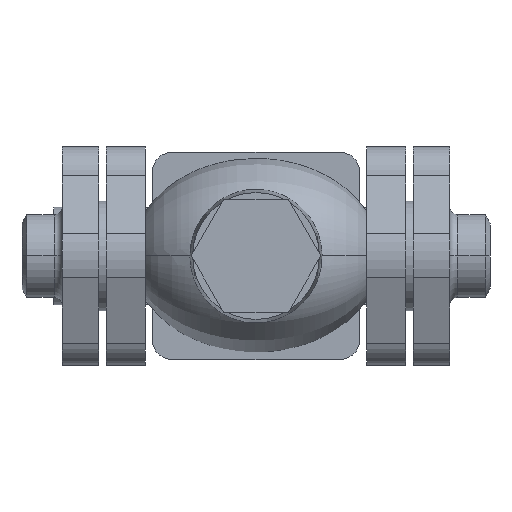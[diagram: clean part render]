
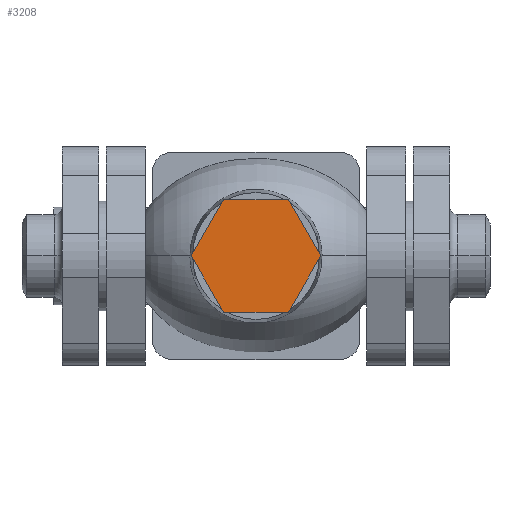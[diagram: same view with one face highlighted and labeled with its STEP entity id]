
A CAD part, front view. The second image highlights one B-rep face of the part: STEP entity #3208.
In plain terms, the highlighted planar face has unit normal (0, -1, 0).
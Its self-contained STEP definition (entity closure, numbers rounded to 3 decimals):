
#974=DIRECTION('',(1.,0.,0.));
#975=VECTOR('',#974,26.558);
#976=CARTESIAN_POINT('',(-13.279,-115.,-23.));
#977=LINE('',#976,#975);
#978=DIRECTION('',(0.5,0.,-0.866));
#979=VECTOR('',#978,26.558);
#980=CARTESIAN_POINT('',(-26.558,-115.,0.));
#981=LINE('',#980,#979);
#982=DIRECTION('',(-0.5,0.,-0.866));
#983=VECTOR('',#982,26.558);
#984=CARTESIAN_POINT('',(-13.279,-115.,23.));
#985=LINE('',#984,#983);
#986=DIRECTION('',(-1.,0.,0.));
#987=VECTOR('',#986,26.558);
#988=CARTESIAN_POINT('',(13.279,-115.,23.));
#989=LINE('',#988,#987);
#990=DIRECTION('',(-0.5,0.,0.866));
#991=VECTOR('',#990,26.558);
#992=CARTESIAN_POINT('',(26.558,-115.,0.));
#993=LINE('',#992,#991);
#994=DIRECTION('',(0.5,0.,0.866));
#995=VECTOR('',#994,26.558);
#996=CARTESIAN_POINT('',(13.279,-115.,-23.));
#997=LINE('',#996,#995);
#1779=CARTESIAN_POINT('',(-13.279,-115.,-23.));
#1780=CARTESIAN_POINT('',(13.279,-115.,-23.));
#1781=VERTEX_POINT('',#1779);
#1782=VERTEX_POINT('',#1780);
#1783=CARTESIAN_POINT('',(26.558,-115.,0.));
#1784=VERTEX_POINT('',#1783);
#1785=CARTESIAN_POINT('',(13.279,-115.,23.));
#1786=VERTEX_POINT('',#1785);
#1787=CARTESIAN_POINT('',(-13.279,-115.,23.));
#1788=VERTEX_POINT('',#1787);
#1789=CARTESIAN_POINT('',(-26.558,-115.,0.));
#1790=VERTEX_POINT('',#1789);
#3195=CARTESIAN_POINT('',(0.,-115.,0.));
#3196=DIRECTION('',(0.,-1.,0.));
#3197=DIRECTION('',(1.,0.,0.));
#3198=AXIS2_PLACEMENT_3D('',#3195,#3196,#3197);
#3199=PLANE('',#3198);
#3200=ORIENTED_EDGE('',*,*,#3119,.F.);
#3201=ORIENTED_EDGE('',*,*,#3134,.F.);
#3202=ORIENTED_EDGE('',*,*,#3148,.F.);
#3203=ORIENTED_EDGE('',*,*,#3162,.F.);
#3204=ORIENTED_EDGE('',*,*,#3176,.F.);
#3205=ORIENTED_EDGE('',*,*,#3189,.F.);
#3206=EDGE_LOOP('',(#3200,#3201,#3202,#3203,#3204,#3205));
#3207=FACE_OUTER_BOUND('',#3206,.F.);
#3119=EDGE_CURVE('',#1781,#1782,#977,.T.);
#3134=EDGE_CURVE('',#1790,#1781,#981,.T.);
#3148=EDGE_CURVE('',#1788,#1790,#985,.T.);
#3162=EDGE_CURVE('',#1786,#1788,#989,.T.);
#3176=EDGE_CURVE('',#1784,#1786,#993,.T.);
#3189=EDGE_CURVE('',#1782,#1784,#997,.T.);
#3208=ADVANCED_FACE('',(#3207),#3199,.T.);
